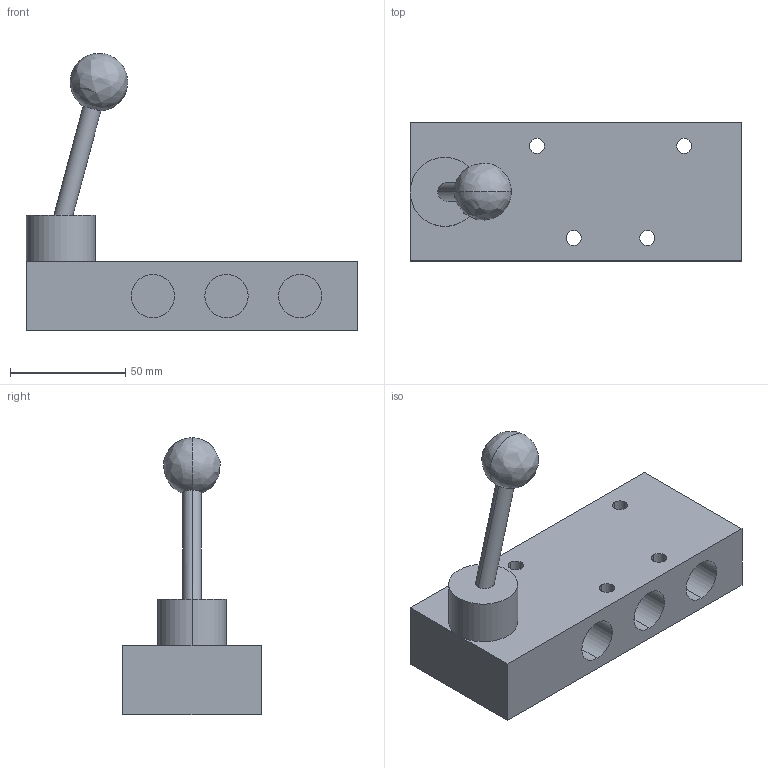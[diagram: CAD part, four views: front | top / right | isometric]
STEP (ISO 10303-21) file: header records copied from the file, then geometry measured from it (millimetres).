
FILE_DESCRIPTION (( 'STEP AP203' ), '1' );
FILE_NAME ('HV.511.121.STEP', '2018-11-23T12:36:51', ( '' ), ( '' ), 'SwSTEP 2.0', 'SolidWorks 2013', '' );
FILE_SCHEMA (( 'CONFIG_CONTROL_DESIGN' ));
Length unit declared in the file: millimetre
Products named in the file (1): HV.511.121
Bounding box: 144 x 60 x 120.4 mm (x, y, z)
Volume: 258995.7 mm3; surface area: 41118.4 mm2
Topology: 1 solids, 1 shells, 36 faces, 83 edges, 53 vertices
Faces by surface type: cylinder 22, plane 12, bspline 2
Entity records: 1140 total; most frequent: CARTESIAN_POINT 207, DIRECTION 193, ORIENTED_EDGE 162, EDGE_CURVE 81, AXIS2_PLACEMENT_3D 79, VERTEX_POINT 53, EDGE_LOOP 50, CIRCLE 44
